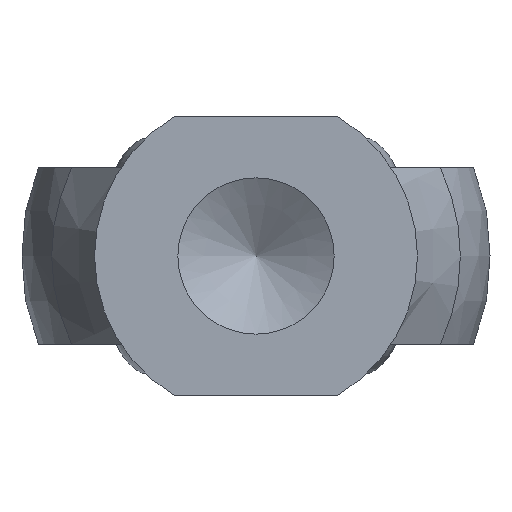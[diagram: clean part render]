
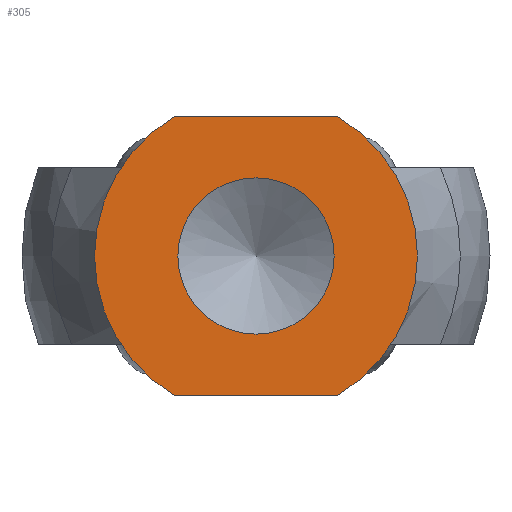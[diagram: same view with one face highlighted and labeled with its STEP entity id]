
A CAD part, front view. The second image highlights one B-rep face of the part: STEP entity #305.
In plain terms, the highlighted planar face has unit normal (0, -1, 0).
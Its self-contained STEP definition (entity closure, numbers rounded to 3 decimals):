
#27=LINE('',#495,#35);
#30=LINE('',#506,#38);
#35=VECTOR('',#395,11.091);
#38=VECTOR('',#400,11.091);
#57=FACE_BOUND('',#101,.T.);
#72=FACE_OUTER_BOUND('',#100,.T.);
#100=EDGE_LOOP('',(#225,#226,#227,#228));
#101=EDGE_LOOP('',(#229));
#122=CIRCLE('',#339,11.);
#123=CIRCLE('',#340,11.);
#124=CIRCLE('',#341,5.324);
#145=VERTEX_POINT('',#492);
#146=VERTEX_POINT('',#494);
#149=VERTEX_POINT('',#503);
#150=VERTEX_POINT('',#505);
#155=VERTEX_POINT('',#526);
#171=EDGE_CURVE('',#146,#145,#27,.T.);
#175=EDGE_CURVE('',#150,#149,#30,.T.);
#182=EDGE_CURVE('',#145,#150,#122,.T.);
#183=EDGE_CURVE('',#149,#146,#123,.T.);
#184=EDGE_CURVE('',#155,#155,#124,.T.);
#225=ORIENTED_EDGE('',*,*,#171,.T.);
#226=ORIENTED_EDGE('',*,*,#182,.T.);
#227=ORIENTED_EDGE('',*,*,#175,.T.);
#228=ORIENTED_EDGE('',*,*,#183,.T.);
#229=ORIENTED_EDGE('',*,*,#184,.T.);
#271=PLANE('',#338);
#305=ADVANCED_FACE('',(#72,#57),#271,.T.);
#338=AXIS2_PLACEMENT_3D('',#523,#411,#412);
#339=AXIS2_PLACEMENT_3D('',#524,#413,#414);
#340=AXIS2_PLACEMENT_3D('',#525,#415,#416);
#341=AXIS2_PLACEMENT_3D('',#527,#417,#418);
#395=DIRECTION('',(1.,0.,0.));
#400=DIRECTION('',(-1.,0.,0.));
#411=DIRECTION('center_axis',(0.,-1.,0.));
#412=DIRECTION('ref_axis',(0.,0.,-1.));
#413=DIRECTION('center_axis',(0.,-1.,0.));
#414=DIRECTION('ref_axis',(1.,0.,0.));
#415=DIRECTION('center_axis',(0.,-1.,0.));
#416=DIRECTION('ref_axis',(1.,0.,0.));
#417=DIRECTION('center_axis',(0.,1.,0.));
#418=DIRECTION('ref_axis',(1.,0.,0.));
#492=CARTESIAN_POINT('',(5.545,0.,-9.5));
#494=CARTESIAN_POINT('',(-5.545,0.,-9.5));
#495=CARTESIAN_POINT('',(-11.75,0.,-9.5));
#503=CARTESIAN_POINT('',(-5.545,0.,9.5));
#505=CARTESIAN_POINT('',(5.545,0.,9.5));
#506=CARTESIAN_POINT('',(-11.75,0.,9.5));
#523=CARTESIAN_POINT('Origin',(5.5,0.,0.));
#524=CARTESIAN_POINT('Origin',(0.,0.,0.));
#525=CARTESIAN_POINT('Origin',(0.,0.,0.));
#526=CARTESIAN_POINT('',(5.324,0.,0.));
#527=CARTESIAN_POINT('Origin',(0.,0.,0.));
